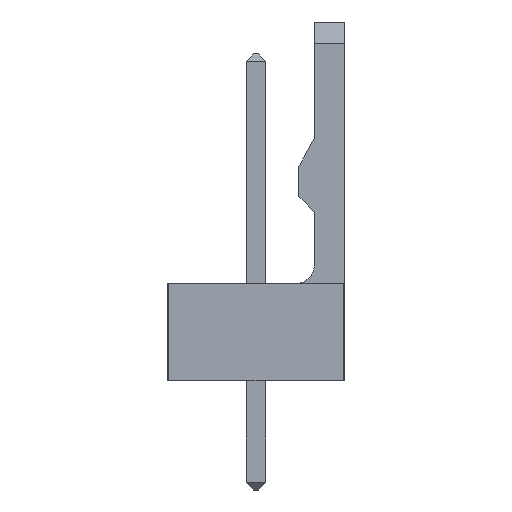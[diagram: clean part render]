
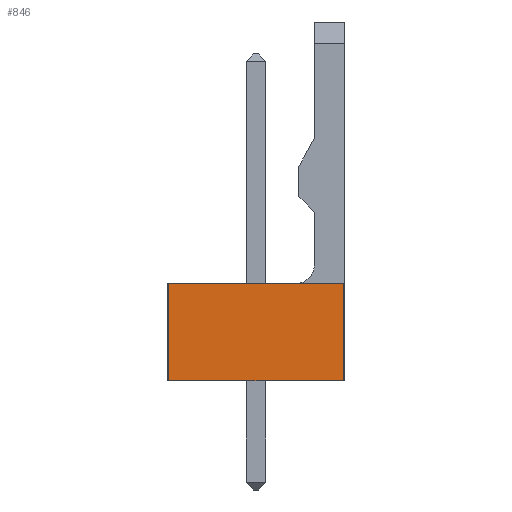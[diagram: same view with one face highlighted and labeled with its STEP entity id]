
A CAD part, left-side view. The second image highlights one B-rep face of the part: STEP entity #846.
In plain terms, the highlighted planar face has unit normal (-1, 0, 0).
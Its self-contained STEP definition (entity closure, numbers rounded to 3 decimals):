
#43 = VERTEX_POINT('',#44);
#44 = CARTESIAN_POINT('',(-1.27,-2.85,0.));
#51 = EDGE_CURVE('',#52,#43,#54,.T.);
#52 = VERTEX_POINT('',#53);
#53 = CARTESIAN_POINT('',(-1.27,2.85,0.));
#54 = LINE('',#55,#56);
#55 = CARTESIAN_POINT('',(-1.27,2.9,0.));
#56 = VECTOR('',#57,1.);
#57 = DIRECTION('',(0.,-1.,0.));
#826 = EDGE_CURVE('',#52,#827,#829,.T.);
#827 = VERTEX_POINT('',#828);
#828 = CARTESIAN_POINT('',(-1.27,2.85,3.17));
#829 = LINE('',#830,#831);
#830 = CARTESIAN_POINT('',(-1.27,2.85,0.));
#831 = VECTOR('',#832,1.);
#832 = DIRECTION('',(0.,0.,1.));
#846 = ADVANCED_FACE('',(#847),#865,.F.);
#847 = FACE_BOUND('',#848,.F.);
#848 = EDGE_LOOP('',(#849,#850,#851,#859));
#849 = ORIENTED_EDGE('',*,*,#51,.F.);
#850 = ORIENTED_EDGE('',*,*,#826,.T.);
#851 = ORIENTED_EDGE('',*,*,#852,.T.);
#852 = EDGE_CURVE('',#827,#853,#855,.T.);
#853 = VERTEX_POINT('',#854);
#854 = CARTESIAN_POINT('',(-1.27,-2.85,3.17));
#855 = LINE('',#856,#857);
#856 = CARTESIAN_POINT('',(-1.27,2.9,3.17));
#857 = VECTOR('',#858,1.);
#858 = DIRECTION('',(0.,-1.,0.));
#859 = ORIENTED_EDGE('',*,*,#860,.F.);
#860 = EDGE_CURVE('',#43,#853,#861,.T.);
#861 = LINE('',#862,#863);
#862 = CARTESIAN_POINT('',(-1.27,-2.85,0.));
#863 = VECTOR('',#864,1.);
#864 = DIRECTION('',(0.,0.,1.));
#865 = PLANE('',#866);
#866 = AXIS2_PLACEMENT_3D('',#867,#868,#869);
#867 = CARTESIAN_POINT('',(-1.27,2.9,0.));
#868 = DIRECTION('',(1.,0.,0.));
#869 = DIRECTION('',(0.,-1.,0.));
